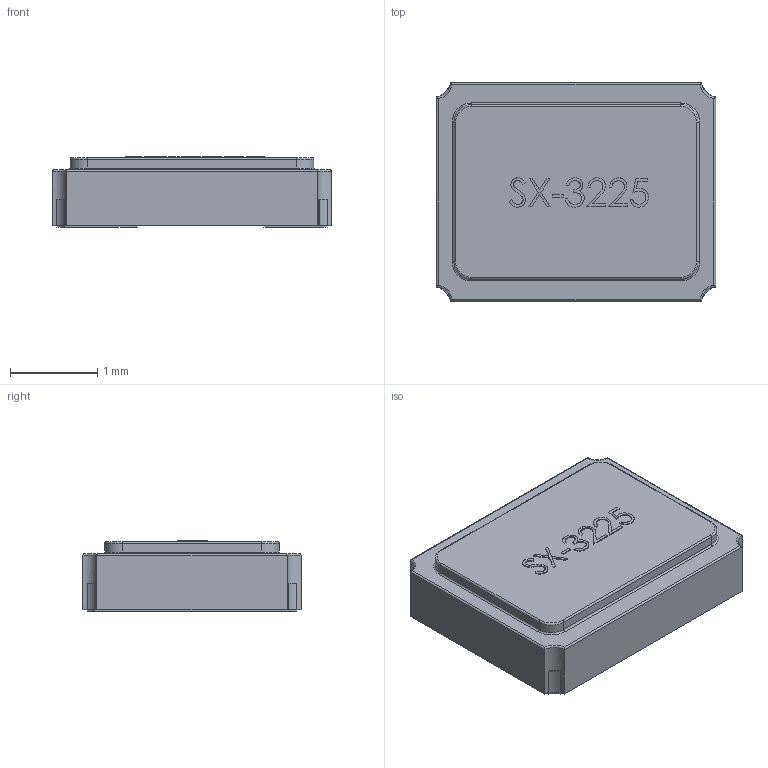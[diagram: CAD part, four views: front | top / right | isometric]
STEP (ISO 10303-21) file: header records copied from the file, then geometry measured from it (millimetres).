
FILE_DESCRIPTION(('FreeCAD Model'),'2;1');
FILE_NAME('3225-7V.step','2015-12-12T15:10:39',('Author'),(''), 'Open CASCADE STEP processor 6.8','FreeCAD','Unknown');
FILE_SCHEMA(('AUTOMOTIVE_DESIGN_CC2 { 1 2 10303 214 -1 1 5 4 }'));
Length unit declared in the file: millimetre
Products named in the file (1): 3225-7V
Bounding box: 3.2 x 2.5 x 0.81 mm (x, y, z)
Volume: 5.9 mm3; surface area: 24.4 mm2
Topology: 1 solids, 1 shells, 176 faces, 458 edges, 292 vertices
Faces by surface type: plane 86, bspline 49, cylinder 29, torus 12
Entity records: 22607 total; most frequent: CARTESIAN_POINT 13150, DIRECTION 1189, ORIENTED_EDGE 916, PCURVE 916, DEFINITIONAL_REPRESENTATION 916, LINE 776, VECTOR 776, B_SPLINE_CURVE_WITH_KNOTS 486
